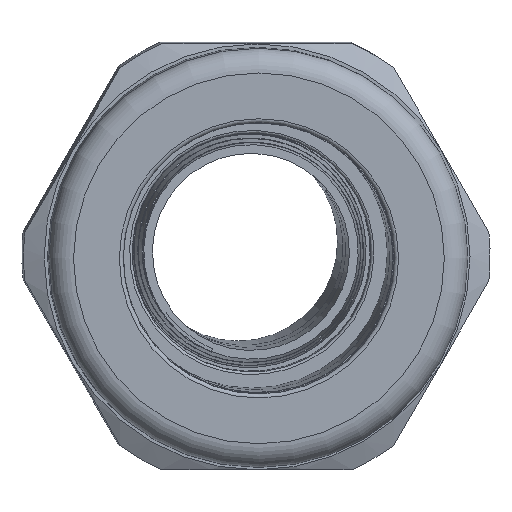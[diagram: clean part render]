
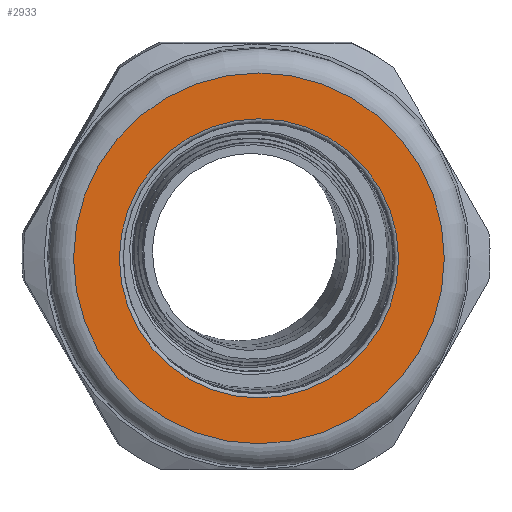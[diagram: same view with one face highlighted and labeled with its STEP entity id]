
A CAD part, left-side view. The second image highlights one B-rep face of the part: STEP entity #2933.
In plain terms, the highlighted face is planar.
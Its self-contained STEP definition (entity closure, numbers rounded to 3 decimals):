
#413=PLANE('',#3322);
#540=FACE_BOUND('',#965,.T.);
#713=FACE_OUTER_BOUND('',#964,.T.);
#964=EDGE_LOOP('',(#2407));
#965=EDGE_LOOP('',(#2408));
#1257=CIRCLE('',#3321,10.49);
#1258=CIRCLE('',#3323,13.93);
#1496=VERTEX_POINT('',#8287);
#1497=VERTEX_POINT('',#8290);
#1836=EDGE_CURVE('',#1496,#1496,#1257,.T.);
#1837=EDGE_CURVE('',#1497,#1497,#1258,.T.);
#2407=ORIENTED_EDGE('',*,*,#1837,.F.);
#2408=ORIENTED_EDGE('',*,*,#1836,.T.);
#2933=ADVANCED_FACE('',(#713,#540),#413,.T.);
#3321=AXIS2_PLACEMENT_3D('',#8288,#3948,#3949);
#3322=AXIS2_PLACEMENT_3D('',#8289,#3950,#3951);
#3323=AXIS2_PLACEMENT_3D('',#8291,#3952,#3953);
#3948=DIRECTION('center_axis',(1.,0.,0.));
#3949=DIRECTION('ref_axis',(0.,0.,-1.));
#3950=DIRECTION('center_axis',(-1.,0.,0.));
#3951=DIRECTION('ref_axis',(0.,0.,1.));
#3952=DIRECTION('center_axis',(1.,0.,0.));
#3953=DIRECTION('ref_axis',(0.,0.,-1.));
#8287=CARTESIAN_POINT('',(-15.,10.49,0.));
#8288=CARTESIAN_POINT('Origin',(-15.,0.,0.));
#8289=CARTESIAN_POINT('Origin',(-15.,13.93,0.));
#8290=CARTESIAN_POINT('',(-15.,13.93,0.));
#8291=CARTESIAN_POINT('Origin',(-15.,0.,0.));
